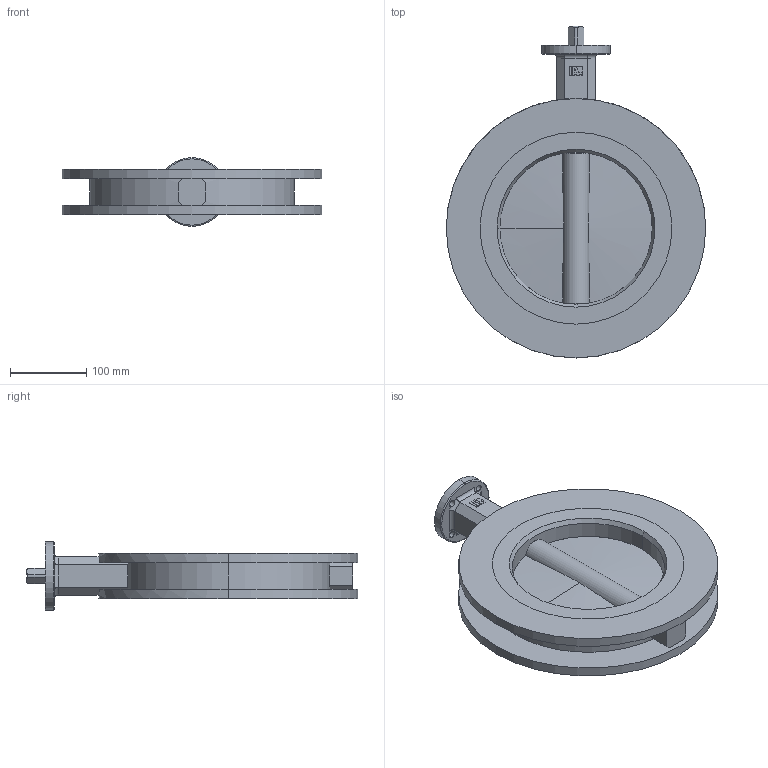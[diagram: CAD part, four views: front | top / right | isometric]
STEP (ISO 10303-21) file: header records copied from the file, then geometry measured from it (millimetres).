
FILE_DESCRIPTION (( 'STEP AP214' ), '1' );
FILE_NAME ('D40200.__.step', '2013-07-30T15:14:18', ( 'mbuehlmann' ), ( '' ), 'SwSTEP 2.0', 'SolidWorks 2012', '' );
FILE_SCHEMA (( 'AUTOMOTIVE_DESIGN' ));
Length unit declared in the file: millimetre
Products named in the file (6): ia-Logo12_ia-Logo12; ia-scheibe250_ia-scheibe200; ia-Dichtungbasic_Dichtung200; ia-4kt_ia-4kt200; BO.D40200.__; D40200.__
Assembly tree (5 placements, depth 2):
  D40200.__
    BO.D40200.__
    ia-4kt_ia-4kt200
    ia-Dichtungbasic_Dichtung200
    ia-scheibe250_ia-scheibe200
    ia-Logo12_ia-Logo12
Bounding box: 340 x 435 x 90 mm (x, y, z)
Volume: 3016808.6 mm3; surface area: 484942.1 mm2
Topology: 5 solids, 5 shells, 126 faces, 334 edges, 214 vertices
Faces by surface type: plane 56, cylinder 40, cone 16, torus 12, sphere 2
Entity records: 4460 total; most frequent: CARTESIAN_POINT 1126, ORIENTED_EDGE 662, DIRECTION 648, EDGE_CURVE 331, AXIS2_PLACEMENT_3D 241, VERTEX_POINT 213, LINE 166, VECTOR 166
